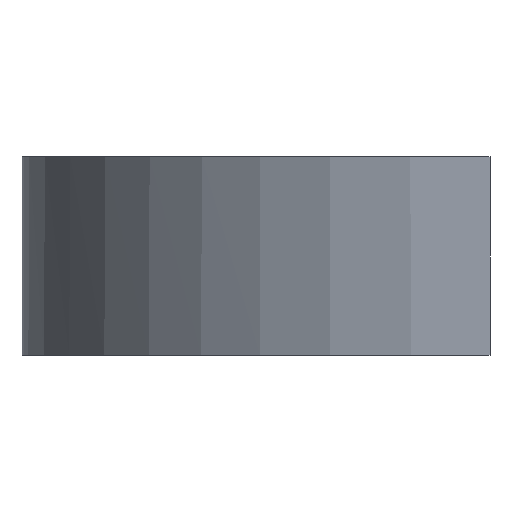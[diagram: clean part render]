
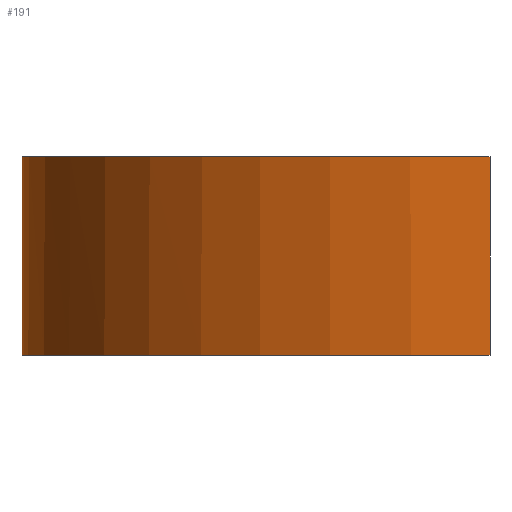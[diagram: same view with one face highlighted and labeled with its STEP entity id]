
A CAD part, front view. The second image highlights one B-rep face of the part: STEP entity #191.
In plain terms, the highlighted free-form (B-spline) face has degree [2, 1] with [5, 2] control points.
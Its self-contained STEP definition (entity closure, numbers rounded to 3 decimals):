
#3 =( BOUNDED_CURVE ( )  B_SPLINE_CURVE ( 1, ( #94, #352 ),
 .UNSPECIFIED., .F., .T. ) 
 B_SPLINE_CURVE_WITH_KNOTS ( ( 2, 2 ),
 ( 0., 1. ),
 .UNSPECIFIED. ) 
 CURVE ( )  GEOMETRIC_REPRESENTATION_ITEM ( )  RATIONAL_B_SPLINE_CURVE ( ( 0.976, 0.976 ) ) 
 REPRESENTATION_ITEM ( '' )  );
#5 = CARTESIAN_POINT ( 'NONE',  ( 3094.9, 2147.308, 0. ) ) ;
#7 = CARTESIAN_POINT ( 'NONE',  ( 3084.226, 2154.893, 0. ) ) ;
#10 = B_SPLINE_CURVE_WITH_KNOTS ( 'NONE', 1,
 ( #315, #179 ),
 .UNSPECIFIED., .F., .F.,
 ( 2, 2 ),
 ( 0., 1. ),
 .UNSPECIFIED. ) ;
#11 = CARTESIAN_POINT ( 'NONE',  ( 3084.226, 2228.263, 0. ) ) ;
#23 = FACE_OUTER_BOUND ( 'NONE', #91, .T. ) ;
#34 =( BOUNDED_CURVE ( )  B_SPLINE_CURVE ( 2, ( #241, #209, #326 ),
 .UNSPECIFIED., .F., .F. ) 
 B_SPLINE_CURVE_WITH_KNOTS ( ( 3, 3 ),
 ( 0., 86.56 ),
 .UNSPECIFIED. ) 
 CURVE ( )  GEOMETRIC_REPRESENTATION_ITEM ( )  RATIONAL_B_SPLINE_CURVE ( ( 0.976, 0.719, 1. ) ) 
 REPRESENTATION_ITEM ( '' )  );
#35 = B_SPLINE_CURVE_WITH_KNOTS ( 'NONE', 3,
 ( #74, #238, #237, #186, #297, #124, #320, #154, #183, #11, #40, #135, #276, #132, #188, #218, #332, #306 ),
 .UNSPECIFIED., .F., .F.,
 ( 4, 2, 2, 2, 2, 2, 2, 2, 4 ),
 ( -86.56, -75.74, -64.92, -54.1, -43.28, -32.46, -21.64, -10.82, 0. ),
 .UNSPECIFIED. ) ;
#36 = CARTESIAN_POINT ( 'NONE',  ( 3070.499, 2176.763, 0. ) ) ;
#37 = CARTESIAN_POINT ( 'NONE',  ( 3068.36, 2191.578, 20.298 ) ) ;
#38 = CARTESIAN_POINT ( 'NONE',  ( 3118.36, 2141.578, 20.298 ) ) ;
#40 = CARTESIAN_POINT ( 'NONE',  ( 3086.733, 2230.442, 0. ) ) ;
#46 =( BOUNDED_SURFACE ( )  B_SPLINE_SURFACE ( 2, 1, ( 
 ( #293, #208 ),
 ( #291, #294 ),
 ( #207, #37 ),
 ( #231, #263 ),
 ( #234, #38 ) ),
 .UNSPECIFIED., .F., .F., .F. ) 
 B_SPLINE_SURFACE_WITH_KNOTS ( ( 3, 2, 3 ),
 ( 2, 2 ),
 ( 270., 360., 450. ),
 ( -10.348, 10.348 ),
 .UNSPECIFIED. ) 
 GEOMETRIC_REPRESENTATION_ITEM ( )  RATIONAL_B_SPLINE_SURFACE ( (
 ( 1., 1.),
 ( 0.707, 0.707),
 ( 1., 1.),
 ( 0.707, 0.707),
 ( 1., 1.) ) ) 
 REPRESENTATION_ITEM ( '' )  SURFACE ( )  );
#53 = VERTEX_POINT ( 'NONE', #224 ) ;
#56 = CARTESIAN_POINT ( 'NONE',  ( 3109.573, 2142.262, 0. ) ) ;
#61 = CARTESIAN_POINT ( 'NONE',  ( 3079.693, 2159.706, 0. ) ) ;
#64 = CARTESIAN_POINT ( 'NONE',  ( 3068.36, 2238.663, 19.9 ) ) ;
#65 = CARTESIAN_POINT ( 'NONE',  ( 3115.36, 2141.668, 19.9 ) ) ;
#74 = CARTESIAN_POINT ( 'NONE',  ( 3068.36, 2191.578, 0. ) ) ;
#91 = EDGE_LOOP ( 'NONE', ( #121, #266, #240, #225, #274, #161 ) ) ;
#92 = CARTESIAN_POINT ( 'NONE',  ( 3068.36, 2188.721, 0. ) ) ;
#94 = CARTESIAN_POINT ( 'NONE',  ( 3115.36, 2241.488, 19.9 ) ) ;
#96 = CARTESIAN_POINT ( 'NONE',  ( 3115.36, 2241.488, 19.9 ) ) ;
#98 = CARTESIAN_POINT ( 'NONE',  ( 3074.202, 2167.896, 0. ) ) ;
#119 = CARTESIAN_POINT ( 'NONE',  ( 3086.733, 2152.713, 0. ) ) ;
#121 = ORIENTED_EDGE ( 'NONE', *, *, #167, .F. ) ;
#122 = CARTESIAN_POINT ( 'NONE',  ( 3092.071, 2148.921, 0. ) ) ;
#123 = CARTESIAN_POINT ( 'NONE',  ( 3068.36, 2191.578, 0. ) ) ;
#124 = CARTESIAN_POINT ( 'NONE',  ( 3072.763, 2212.339, 0. ) ) ;
#132 = CARTESIAN_POINT ( 'NONE',  ( 3100.7, 2238.463, 0. ) ) ;
#135 = CARTESIAN_POINT ( 'NONE',  ( 3092.071, 2234.235, 0. ) ) ;
#139 =( BOUNDED_CURVE ( )  B_SPLINE_CURVE ( 2, ( #290, #64, #96 ),
 .UNSPECIFIED., .F., .F. ) 
 B_SPLINE_CURVE_WITH_KNOTS ( ( 3, 3 ),
 ( 86.56, 173.12 ),
 .UNSPECIFIED. ) 
 CURVE ( )  GEOMETRIC_REPRESENTATION_ITEM ( )  RATIONAL_B_SPLINE_CURVE ( ( 1., 0.719, 0.976 ) ) 
 REPRESENTATION_ITEM ( '' )  );
#140 = CARTESIAN_POINT ( 'NONE',  ( 3100.7, 2144.692, 0. ) ) ;
#145 = CARTESIAN_POINT ( 'NONE',  ( 3072.763, 2170.817, 0. ) ) ;
#152 = EDGE_CURVE ( 'NONE', #53, #202, #353, .T. ) ;
#154 = CARTESIAN_POINT ( 'NONE',  ( 3077.667, 2220.816, 0. ) ) ;
#161 = ORIENTED_EDGE ( 'NONE', *, *, #152, .F. ) ;
#166 = EDGE_CURVE ( 'NONE', #257, #181, #3, .T. ) ;
#167 = EDGE_CURVE ( 'NONE', #198, #53, #10, .T. ) ;
#179 = CARTESIAN_POINT ( 'NONE',  ( 3115.36, 2141.668, 0. ) ) ;
#181 = VERTEX_POINT ( 'NONE', #228 ) ;
#182 = CARTESIAN_POINT ( 'NONE',  ( 3077.667, 2162.34, 0. ) ) ;
#183 = CARTESIAN_POINT ( 'NONE',  ( 3079.693, 2223.449, 0. ) ) ;
#186 = CARTESIAN_POINT ( 'NONE',  ( 3069.675, 2203.369, 0. ) ) ;
#188 = CARTESIAN_POINT ( 'NONE',  ( 3103.668, 2239.467, 0. ) ) ;
#191 = ADVANCED_FACE ( 'NONE', ( #23 ), #46, .T. ) ;
#198 = VERTEX_POINT ( 'NONE', #65 ) ;
#202 = VERTEX_POINT ( 'NONE', #123 ) ;
#207 = CARTESIAN_POINT ( 'NONE',  ( 3068.36, 2191.578, -0.398 ) ) ;
#208 = CARTESIAN_POINT ( 'NONE',  ( 3118.36, 2241.578, 20.298 ) ) ;
#209 = CARTESIAN_POINT ( 'NONE',  ( 3068.36, 2144.493, 19.9 ) ) ;
#214 = EDGE_CURVE ( 'NONE', #346, #257, #139, .T. ) ;
#218 = CARTESIAN_POINT ( 'NONE',  ( 3109.573, 2240.893, 0. ) ) ;
#224 = CARTESIAN_POINT ( 'NONE',  ( 3115.36, 2141.668, 0. ) ) ;
#225 = ORIENTED_EDGE ( 'NONE', *, *, #166, .T. ) ;
#228 = CARTESIAN_POINT ( 'NONE',  ( 3115.36, 2241.488, 0. ) ) ;
#231 = CARTESIAN_POINT ( 'NONE',  ( 3068.36, 2141.578, -0.398 ) ) ;
#234 = CARTESIAN_POINT ( 'NONE',  ( 3118.36, 2141.578, -0.398 ) ) ;
#237 = CARTESIAN_POINT ( 'NONE',  ( 3068.606, 2197.39, 0. ) ) ;
#238 = CARTESIAN_POINT ( 'NONE',  ( 3068.36, 2194.434, 0. ) ) ;
#240 = ORIENTED_EDGE ( 'NONE', *, *, #214, .T. ) ;
#241 = CARTESIAN_POINT ( 'NONE',  ( 3115.36, 2141.668, 19.9 ) ) ;
#257 = VERTEX_POINT ( 'NONE', #269 ) ;
#259 = CARTESIAN_POINT ( 'NONE',  ( 3115.36, 2141.668, 0. ) ) ;
#263 = CARTESIAN_POINT ( 'NONE',  ( 3068.36, 2141.578, 20.298 ) ) ;
#266 = ORIENTED_EDGE ( 'NONE', *, *, #329, .T. ) ;
#269 = CARTESIAN_POINT ( 'NONE',  ( 3115.36, 2241.488, 19.9 ) ) ;
#274 = ORIENTED_EDGE ( 'NONE', *, *, #347, .F. ) ;
#276 = CARTESIAN_POINT ( 'NONE',  ( 3094.9, 2235.847, 0. ) ) ;
#286 = CARTESIAN_POINT ( 'NONE',  ( 3103.668, 2143.688, 0. ) ) ;
#290 = CARTESIAN_POINT ( 'NONE',  ( 3068.36, 2191.578, 19.9 ) ) ;
#291 = CARTESIAN_POINT ( 'NONE',  ( 3068.36, 2241.578, -0.398 ) ) ;
#293 = CARTESIAN_POINT ( 'NONE',  ( 3118.36, 2241.578, -0.398 ) ) ;
#294 = CARTESIAN_POINT ( 'NONE',  ( 3068.36, 2241.578, 20.298 ) ) ;
#297 = CARTESIAN_POINT ( 'NONE',  ( 3070.499, 2206.393, 0. ) ) ;
#300 = CARTESIAN_POINT ( 'NONE',  ( 3068.36, 2191.578, 19.9 ) ) ;
#306 = CARTESIAN_POINT ( 'NONE',  ( 3115.36, 2241.488, 0. ) ) ;
#314 = CARTESIAN_POINT ( 'NONE',  ( 3069.675, 2179.786, 0. ) ) ;
#315 = CARTESIAN_POINT ( 'NONE',  ( 3115.36, 2141.668, 19.9 ) ) ;
#320 = CARTESIAN_POINT ( 'NONE',  ( 3074.202, 2215.26, 0. ) ) ;
#326 = CARTESIAN_POINT ( 'NONE',  ( 3068.36, 2191.578, 19.9 ) ) ;
#329 = EDGE_CURVE ( 'NONE', #198, #346, #34, .T. ) ;
#332 = CARTESIAN_POINT ( 'NONE',  ( 3112.508, 2241.316, 0. ) ) ;
#346 = VERTEX_POINT ( 'NONE', #300 ) ;
#347 = EDGE_CURVE ( 'NONE', #202, #181, #35, .T. ) ;
#350 = CARTESIAN_POINT ( 'NONE',  ( 3068.606, 2185.766, 0. ) ) ;
#351 = CARTESIAN_POINT ( 'NONE',  ( 3068.36, 2191.578, 0. ) ) ;
#352 = CARTESIAN_POINT ( 'NONE',  ( 3115.36, 2241.488, 0. ) ) ;
#353 = B_SPLINE_CURVE_WITH_KNOTS ( 'NONE', 3,
 ( #259, #363, #56, #286, #140, #5, #122, #119, #7, #61, #182, #98, #145, #36, #314, #350, #92, #351 ),
 .UNSPECIFIED., .F., .F.,
 ( 4, 2, 2, 2, 2, 2, 2, 2, 4 ),
 ( -173.12, -162.3, -151.48, -140.66, -129.84, -119.02, -108.2, -97.38, -86.56 ),
 .UNSPECIFIED. ) ;
#363 = CARTESIAN_POINT ( 'NONE',  ( 3112.508, 2141.839, 0. ) ) ;
